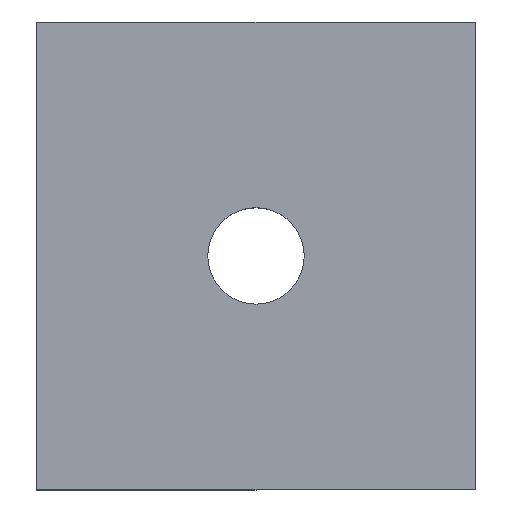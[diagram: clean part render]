
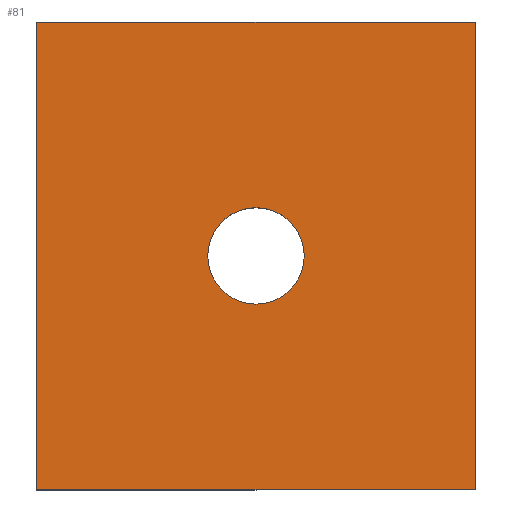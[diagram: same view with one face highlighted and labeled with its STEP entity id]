
A CAD part, top view. The second image highlights one B-rep face of the part: STEP entity #81.
In plain terms, the highlighted planar face has unit normal (0, 0, 1).
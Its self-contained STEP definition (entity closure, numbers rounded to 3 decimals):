
#2 = DIRECTION ( 'NONE',  ( 0., -1., 0. ) ) ;
#3 = EDGE_CURVE ( 'NONE', #103, #73, #276, .T. ) ;
#4 = CARTESIAN_POINT ( 'NONE',  ( 0., 32., 8. ) ) ;
#5 = DIRECTION ( 'NONE',  ( 0., 1., 0. ) ) ;
#6 = LINE ( 'NONE', #61, #154 ) ;
#20 = AXIS2_PLACEMENT_3D ( 'NONE', #236, #49, #24 ) ;
#21 = DIRECTION ( 'NONE',  ( 1., 0., 0. ) ) ;
#24 = DIRECTION ( 'NONE',  ( -1., 0., 0. ) ) ;
#27 = ORIENTED_EDGE ( 'NONE', *, *, #161, .T. ) ;
#30 = CARTESIAN_POINT ( 'NONE',  ( 15., 16., 8. ) ) ;
#31 = CARTESIAN_POINT ( 'NONE',  ( 30., 0., 8. ) ) ;
#39 = ORIENTED_EDGE ( 'NONE', *, *, #225, .T. ) ;
#43 = VECTOR ( 'NONE', #124, 1000. ) ;
#46 = DIRECTION ( 'NONE',  ( 0., 0., 1. ) ) ;
#49 = DIRECTION ( 'NONE',  ( 0., 0., -1. ) ) ;
#58 = ORIENTED_EDGE ( 'NONE', *, *, #3, .F. ) ;
#61 = CARTESIAN_POINT ( 'NONE',  ( 0., 0., 8. ) ) ;
#62 = CARTESIAN_POINT ( 'NONE',  ( 0., 0., 8. ) ) ;
#69 = VERTEX_POINT ( 'NONE', #193 ) ;
#73 = VERTEX_POINT ( 'NONE', #213 ) ;
#75 = FACE_BOUND ( 'NONE', #252, .T. ) ;
#78 = LINE ( 'NONE', #31, #228 ) ;
#81 = ADVANCED_FACE ( 'NONE', ( #166, #75 ), #202, .F. ) ;
#85 = DIRECTION ( 'NONE',  ( 1., 0., 0. ) ) ;
#86 = CARTESIAN_POINT ( 'NONE',  ( 18.3, 16., 8. ) ) ;
#94 = VERTEX_POINT ( 'NONE', #219 ) ;
#95 = CARTESIAN_POINT ( 'NONE',  ( 0., 32., 8. ) ) ;
#96 = EDGE_LOOP ( 'NONE', ( #27, #39, #159, #264 ) ) ;
#103 = VERTEX_POINT ( 'NONE', #86 ) ;
#106 = EDGE_CURVE ( 'NONE', #73, #103, #139, .T. ) ;
#124 = DIRECTION ( 'NONE',  ( -1., 0., 0. ) ) ;
#129 = DIRECTION ( 'NONE',  ( 0., 0., 1. ) ) ;
#132 = AXIS2_PLACEMENT_3D ( 'NONE', #176, #129, #85 ) ;
#135 = VERTEX_POINT ( 'NONE', #62 ) ;
#138 = EDGE_CURVE ( 'NONE', #69, #94, #78, .T. ) ;
#139 = CIRCLE ( 'NONE', #183, 3.3 ) ;
#141 = LINE ( 'NONE', #4, #43 ) ;
#149 = EDGE_CURVE ( 'NONE', #94, #267, #141, .T. ) ;
#154 = VECTOR ( 'NONE', #2, 1000. ) ;
#158 = ORIENTED_EDGE ( 'NONE', *, *, #106, .F. ) ;
#159 = ORIENTED_EDGE ( 'NONE', *, *, #138, .T. ) ;
#161 = EDGE_CURVE ( 'NONE', #267, #135, #6, .T. ) ;
#166 = FACE_OUTER_BOUND ( 'NONE', #96, .T. ) ;
#176 = CARTESIAN_POINT ( 'NONE',  ( 15., 16., 8. ) ) ;
#183 = AXIS2_PLACEMENT_3D ( 'NONE', #30, #46, #21 ) ;
#192 = LINE ( 'NONE', #223, #214 ) ;
#193 = CARTESIAN_POINT ( 'NONE',  ( 30., 0., 8. ) ) ;
#202 = PLANE ( 'NONE',  #20 ) ;
#213 = CARTESIAN_POINT ( 'NONE',  ( 11.7, 16., 8. ) ) ;
#214 = VECTOR ( 'NONE', #231, 1000. ) ;
#219 = CARTESIAN_POINT ( 'NONE',  ( 30., 32., 8. ) ) ;
#223 = CARTESIAN_POINT ( 'NONE',  ( 0., 0., 8. ) ) ;
#225 = EDGE_CURVE ( 'NONE', #135, #69, #192, .T. ) ;
#228 = VECTOR ( 'NONE', #5, 1000. ) ;
#231 = DIRECTION ( 'NONE',  ( 1., 0., 0. ) ) ;
#236 = CARTESIAN_POINT ( 'NONE',  ( 0., 32., 8. ) ) ;
#252 = EDGE_LOOP ( 'NONE', ( #158, #58 ) ) ;
#264 = ORIENTED_EDGE ( 'NONE', *, *, #149, .T. ) ;
#267 = VERTEX_POINT ( 'NONE', #95 ) ;
#276 = CIRCLE ( 'NONE', #132, 3.3 ) ;
